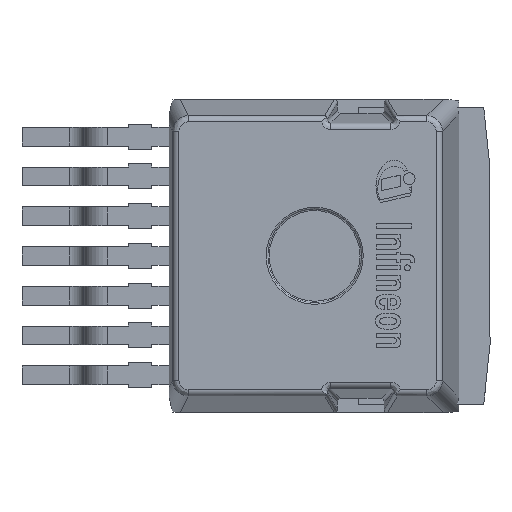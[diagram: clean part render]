
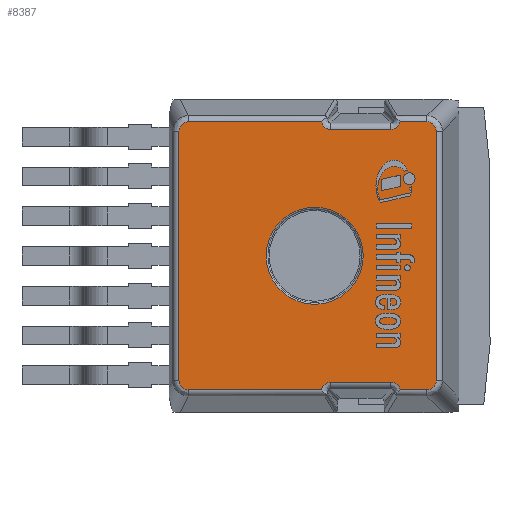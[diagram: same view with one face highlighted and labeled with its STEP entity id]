
A CAD part, top view. The second image highlights one B-rep face of the part: STEP entity #8387.
In plain terms, the highlighted planar face has unit normal (0, 0, 1).
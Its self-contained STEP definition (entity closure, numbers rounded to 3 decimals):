
#61=FACE_BOUND('',#1113,.T.);
#73=CIRCLE('',#8907,1.55);
#576=ELLIPSE('',#8891,0.303,0.3);
#577=ELLIPSE('',#8894,0.303,0.3);
#580=ELLIPSE('',#8901,0.309,0.3);
#581=ELLIPSE('',#8902,0.309,0.3);
#582=ELLIPSE('',#8903,0.303,0.3);
#583=ELLIPSE('',#8904,0.303,0.3);
#584=ELLIPSE('',#8905,0.306,0.3);
#585=ELLIPSE('',#8906,0.306,0.3);
#640=FACE_OUTER_BOUND('',#1112,.T.);
#1112=EDGE_LOOP('',(#5735,#5736,#5737,#5738,#5739,#5740,#5741,#5742,#5743,
#5744,#5745,#5746,#5747,#5748,#5749,#5750));
#1113=EDGE_LOOP('',(#5751));
#1659=LINE('',#12482,#2574);
#1663=LINE('',#12560,#2578);
#1665=LINE('',#12566,#2580);
#1666=LINE('',#12570,#2581);
#1667=LINE('',#12574,#2582);
#1668=LINE('',#12578,#2583);
#1669=LINE('',#12582,#2584);
#1670=LINE('',#12586,#2585);
#2574=VECTOR('',#9858,1.);
#2578=VECTOR('',#9872,1.);
#2580=VECTOR('',#9878,1.);
#2581=VECTOR('',#9881,1.);
#2582=VECTOR('',#9884,1.);
#2583=VECTOR('',#9887,1.);
#2584=VECTOR('',#9890,1.);
#2585=VECTOR('',#9893,1.);
#3471=VERTEX_POINT('',#12457);
#3472=VERTEX_POINT('',#12459);
#3475=VERTEX_POINT('',#12480);
#3477=VERTEX_POINT('',#12515);
#3482=VERTEX_POINT('',#12559);
#3484=VERTEX_POINT('',#12565);
#3485=VERTEX_POINT('',#12567);
#3486=VERTEX_POINT('',#12569);
#3487=VERTEX_POINT('',#12571);
#3488=VERTEX_POINT('',#12573);
#3489=VERTEX_POINT('',#12575);
#3490=VERTEX_POINT('',#12577);
#3491=VERTEX_POINT('',#12579);
#3492=VERTEX_POINT('',#12581);
#3493=VERTEX_POINT('',#12583);
#3494=VERTEX_POINT('',#12585);
#3495=VERTEX_POINT('',#12588);
#4350=EDGE_CURVE('',#3471,#3472,#576,.T.);
#4354=EDGE_CURVE('',#3475,#3471,#1659,.T.);
#4357=EDGE_CURVE('',#3477,#3475,#577,.T.);
#4365=EDGE_CURVE('',#3472,#3482,#1663,.T.);
#4368=EDGE_CURVE('',#3484,#3477,#1665,.T.);
#4369=EDGE_CURVE('',#3485,#3484,#580,.T.);
#4370=EDGE_CURVE('',#3486,#3485,#1666,.T.);
#4371=EDGE_CURVE('',#3487,#3486,#581,.T.);
#4372=EDGE_CURVE('',#3488,#3487,#1667,.T.);
#4373=EDGE_CURVE('',#3489,#3488,#582,.T.);
#4374=EDGE_CURVE('',#3490,#3489,#1668,.T.);
#4375=EDGE_CURVE('',#3491,#3490,#583,.T.);
#4376=EDGE_CURVE('',#3492,#3491,#1669,.T.);
#4377=EDGE_CURVE('',#3493,#3492,#584,.T.);
#4378=EDGE_CURVE('',#3494,#3493,#1670,.T.);
#4379=EDGE_CURVE('',#3482,#3494,#585,.T.);
#4380=EDGE_CURVE('',#3495,#3495,#73,.T.);
#5735=ORIENTED_EDGE('',*,*,#4350,.F.);
#5736=ORIENTED_EDGE('',*,*,#4354,.F.);
#5737=ORIENTED_EDGE('',*,*,#4357,.F.);
#5738=ORIENTED_EDGE('',*,*,#4368,.F.);
#5739=ORIENTED_EDGE('',*,*,#4369,.F.);
#5740=ORIENTED_EDGE('',*,*,#4370,.F.);
#5741=ORIENTED_EDGE('',*,*,#4371,.F.);
#5742=ORIENTED_EDGE('',*,*,#4372,.F.);
#5743=ORIENTED_EDGE('',*,*,#4373,.F.);
#5744=ORIENTED_EDGE('',*,*,#4374,.F.);
#5745=ORIENTED_EDGE('',*,*,#4375,.F.);
#5746=ORIENTED_EDGE('',*,*,#4376,.F.);
#5747=ORIENTED_EDGE('',*,*,#4377,.F.);
#5748=ORIENTED_EDGE('',*,*,#4378,.F.);
#5749=ORIENTED_EDGE('',*,*,#4379,.F.);
#5750=ORIENTED_EDGE('',*,*,#4365,.F.);
#5751=ORIENTED_EDGE('',*,*,#4380,.F.);
#8084=PLANE('',#8900);
#8387=ADVANCED_FACE('',(#640,#61),#8084,.T.);
#8891=AXIS2_PLACEMENT_3D('',#12460,#9852,#9853);
#8894=AXIS2_PLACEMENT_3D('',#12528,#9860,#9861);
#8900=AXIS2_PLACEMENT_3D('',#12564,#9876,#9877);
#8901=AXIS2_PLACEMENT_3D('',#12568,#9879,#9880);
#8902=AXIS2_PLACEMENT_3D('',#12572,#9882,#9883);
#8903=AXIS2_PLACEMENT_3D('',#12576,#9885,#9886);
#8904=AXIS2_PLACEMENT_3D('',#12580,#9888,#9889);
#8905=AXIS2_PLACEMENT_3D('',#12584,#9891,#9892);
#8906=AXIS2_PLACEMENT_3D('',#12587,#9894,#9895);
#8907=AXIS2_PLACEMENT_3D('',#12589,#9896,#9897);
#9852=DIRECTION('center_axis',(0.,0.,1.));
#9853=DIRECTION('ref_axis',(-0.707,0.707,0.));
#9858=DIRECTION('',(-1.,0.,0.));
#9860=DIRECTION('center_axis',(0.,0.,1.));
#9861=DIRECTION('ref_axis',(0.707,0.707,0.));
#9872=DIRECTION('',(-1.,0.,0.));
#9876=DIRECTION('center_axis',(0.,0.,1.));
#9877=DIRECTION('ref_axis',(1.,0.,0.));
#9878=DIRECTION('',(-1.,0.,0.));
#9879=DIRECTION('center_axis',(0.,0.,-1.));
#9880=DIRECTION('ref_axis',(0.707,-0.707,0.));
#9881=DIRECTION('',(0.,-1.,0.));
#9882=DIRECTION('center_axis',(0.,0.,-1.));
#9883=DIRECTION('ref_axis',(0.707,0.707,0.));
#9884=DIRECTION('',(1.,0.,0.));
#9885=DIRECTION('center_axis',(0.,0.,1.));
#9886=DIRECTION('ref_axis',(0.707,-0.707,0.));
#9887=DIRECTION('',(1.,0.,0.));
#9888=DIRECTION('center_axis',(0.,0.,1.));
#9889=DIRECTION('ref_axis',(-0.707,-0.707,0.));
#9890=DIRECTION('',(1.,0.,0.));
#9891=DIRECTION('center_axis',(0.,0.,-1.));
#9892=DIRECTION('ref_axis',(-0.444,0.896,0.));
#9893=DIRECTION('',(0.,1.,0.));
#9894=DIRECTION('center_axis',(0.,0.,-1.));
#9895=DIRECTION('ref_axis',(-0.444,-0.896,0.));
#9896=DIRECTION('center_axis',(0.,0.,1.));
#9897=DIRECTION('ref_axis',(0.,1.,0.));
#12457=CARTESIAN_POINT('',(2.39,-4.041,4.5));
#12459=CARTESIAN_POINT('',(2.098,-4.28,4.5));
#12460=CARTESIAN_POINT('Origin',(2.394,-4.343,4.5));
#12480=CARTESIAN_POINT('',(4.312,-4.041,4.5));
#12482=CARTESIAN_POINT('',(3.725,-4.041,4.5));
#12515=CARTESIAN_POINT('',(4.604,-4.28,4.5));
#12528=CARTESIAN_POINT('Origin',(4.308,-4.343,4.5));
#12559=CARTESIAN_POINT('',(-2.164,-4.28,4.5));
#12560=CARTESIAN_POINT('',(-9.051,-4.28,4.5));
#12564=CARTESIAN_POINT('Origin',(3.35,-4.346,4.5));
#12565=CARTESIAN_POINT('',(5.46,-4.28,4.5));
#12566=CARTESIAN_POINT('',(-9.051,-4.28,4.5));
#12567=CARTESIAN_POINT('',(5.755,-3.985,4.5));
#12568=CARTESIAN_POINT('Origin',(5.451,-3.976,4.5));
#12569=CARTESIAN_POINT('',(5.755,3.985,4.5));
#12570=CARTESIAN_POINT('',(5.755,-8.221,4.5));
#12571=CARTESIAN_POINT('',(5.46,4.28,4.5));
#12572=CARTESIAN_POINT('Origin',(5.451,3.976,4.5));
#12573=CARTESIAN_POINT('',(4.604,4.28,4.5));
#12574=CARTESIAN_POINT('',(14.041,4.28,4.5));
#12575=CARTESIAN_POINT('',(4.312,4.041,4.5));
#12576=CARTESIAN_POINT('Origin',(4.308,4.343,4.5));
#12577=CARTESIAN_POINT('',(2.39,4.041,4.5));
#12578=CARTESIAN_POINT('',(3.725,4.041,4.5));
#12579=CARTESIAN_POINT('',(2.098,4.28,4.5));
#12580=CARTESIAN_POINT('Origin',(2.394,4.343,4.5));
#12581=CARTESIAN_POINT('',(-2.164,4.28,4.5));
#12582=CARTESIAN_POINT('',(14.041,4.28,4.5));
#12583=CARTESIAN_POINT('',(-2.461,3.98,4.5));
#12584=CARTESIAN_POINT('Origin',(-2.159,3.976,4.5));
#12585=CARTESIAN_POINT('',(-2.461,-3.98,4.5));
#12586=CARTESIAN_POINT('',(-2.461,-7.52,4.5));
#12587=CARTESIAN_POINT('Origin',(-2.159,-3.976,4.5));
#12588=CARTESIAN_POINT('',(1.875,-1.55,4.5));
#12589=CARTESIAN_POINT('Origin',(1.875,0.,4.5));
